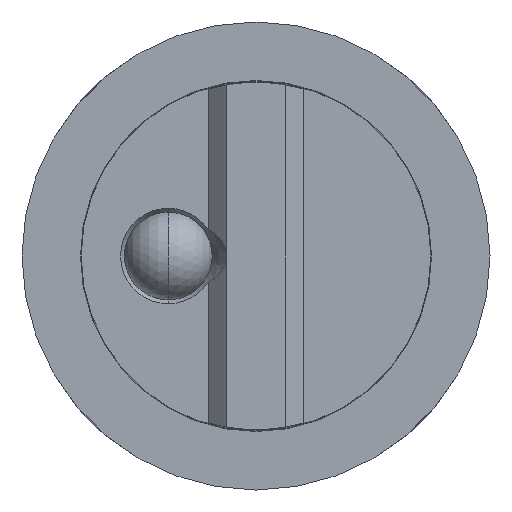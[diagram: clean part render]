
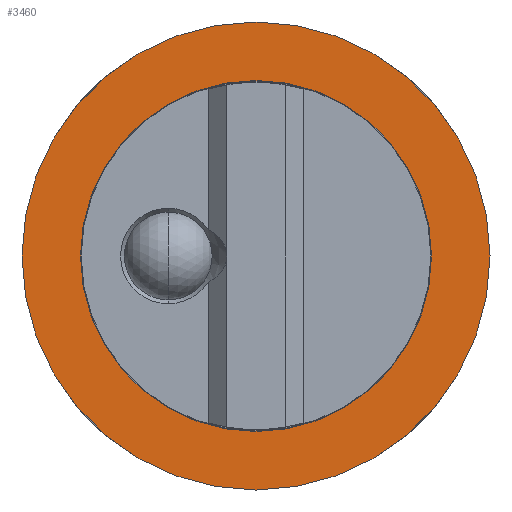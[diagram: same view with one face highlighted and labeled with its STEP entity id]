
A CAD part, left-side view. The second image highlights one B-rep face of the part: STEP entity #3460.
In plain terms, the highlighted planar face has unit normal (-1, 0, 0).
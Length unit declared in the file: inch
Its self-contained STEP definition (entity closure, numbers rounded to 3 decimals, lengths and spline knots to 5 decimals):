
#81 = VERTEX_POINT ( 'NONE', #5306 ) ;
#100 = PLANE ( 'NONE',  #2867 ) ;
#365 = DIRECTION ( 'NONE',  ( 0., 0., -1. ) ) ;
#538 = EDGE_LOOP ( 'NONE', ( #5147, #3786 ) ) ;
#558 = VERTEX_POINT ( 'NONE', #2237 ) ;
#635 = DIRECTION ( 'NONE',  ( 0., 0., -1. ) ) ;
#841 = CIRCLE ( 'NONE', #2158, 0.375 ) ;
#849 = EDGE_LOOP ( 'NONE', ( #1919, #1620 ) ) ;
#1021 = EDGE_CURVE ( 'NONE', #1324, #81, #1310, .T. ) ;
#1310 = CIRCLE ( 'NONE', #4145, 0.375 ) ;
#1324 = VERTEX_POINT ( 'NONE', #2235 ) ;
#1418 = DIRECTION ( 'NONE',  ( 0., 0., -1. ) ) ;
#1620 = ORIENTED_EDGE ( 'NONE', *, *, #2196, .T. ) ;
#1884 = EDGE_CURVE ( 'NONE', #3566, #558, #2486, .T. ) ;
#1919 = ORIENTED_EDGE ( 'NONE', *, *, #1021, .T. ) ;
#2158 = AXIS2_PLACEMENT_3D ( 'NONE', #2831, #3670, #365 ) ;
#2173 = DIRECTION ( 'NONE',  ( 0., 0., -1. ) ) ;
#2196 = EDGE_CURVE ( 'NONE', #81, #1324, #841, .T. ) ;
#2235 = CARTESIAN_POINT ( 'NONE',  ( -0.5781, 0., 0.375 ) ) ;
#2237 = CARTESIAN_POINT ( 'NONE',  ( -0.5781, 0., 0.5 ) ) ;
#2398 = DIRECTION ( 'NONE',  ( 1., 0., 0. ) ) ;
#2486 = CIRCLE ( 'NONE', #3051, 0.5 ) ;
#2571 = CARTESIAN_POINT ( 'NONE',  ( -0.5781, 0., 0. ) ) ;
#2637 = EDGE_CURVE ( 'NONE', #558, #3566, #2816, .T. ) ;
#2788 = CARTESIAN_POINT ( 'NONE',  ( -0.5781, 0., 0. ) ) ;
#2816 = CIRCLE ( 'NONE', #3570, 0.5 ) ;
#2831 = CARTESIAN_POINT ( 'NONE',  ( -0.5781, 0., 0. ) ) ;
#2867 = AXIS2_PLACEMENT_3D ( 'NONE', #3058, #4988, #4331 ) ;
#3051 = AXIS2_PLACEMENT_3D ( 'NONE', #4889, #2398, #635 ) ;
#3058 = CARTESIAN_POINT ( 'NONE',  ( -0.5781, 0., 0. ) ) ;
#3460 = ADVANCED_FACE ( 'NONE', ( #3701, #3542 ), #100, .F. ) ;
#3542 = FACE_BOUND ( 'NONE', #849, .T. ) ;
#3566 = VERTEX_POINT ( 'NONE', #4345 ) ;
#3570 = AXIS2_PLACEMENT_3D ( 'NONE', #2788, #3906, #1418 ) ;
#3670 = DIRECTION ( 'NONE',  ( 1., 0., 0. ) ) ;
#3701 = FACE_OUTER_BOUND ( 'NONE', #538, .T. ) ;
#3786 = ORIENTED_EDGE ( 'NONE', *, *, #1884, .F. ) ;
#3906 = DIRECTION ( 'NONE',  ( 1., 0., 0. ) ) ;
#4145 = AXIS2_PLACEMENT_3D ( 'NONE', #2571, #4662, #2173 ) ;
#4331 = DIRECTION ( 'NONE',  ( 0., 0., -1. ) ) ;
#4345 = CARTESIAN_POINT ( 'NONE',  ( -0.5781, 0., -0.5 ) ) ;
#4662 = DIRECTION ( 'NONE',  ( 1., 0., 0. ) ) ;
#4889 = CARTESIAN_POINT ( 'NONE',  ( -0.5781, 0., 0. ) ) ;
#4988 = DIRECTION ( 'NONE',  ( 1., 0., 0. ) ) ;
#5147 = ORIENTED_EDGE ( 'NONE', *, *, #2637, .F. ) ;
#5306 = CARTESIAN_POINT ( 'NONE',  ( -0.5781, 0., -0.375 ) ) ;
